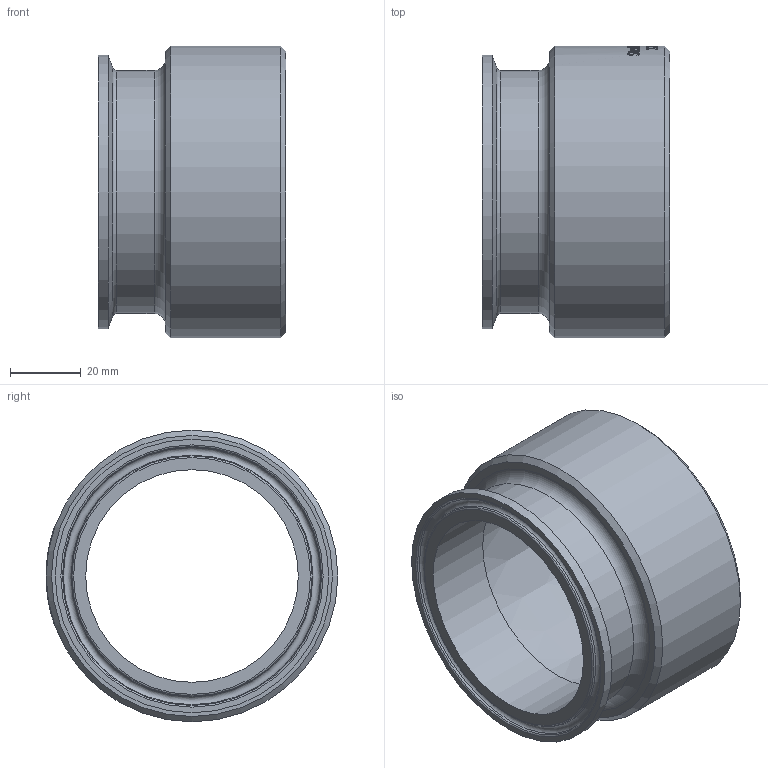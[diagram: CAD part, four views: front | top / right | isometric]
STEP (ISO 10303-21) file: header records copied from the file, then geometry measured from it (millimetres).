
FILE_DESCRIPTION(/* description */ (''),/* implementation_level */ '2;1');
FILE_NAME(/* name */ '22MP-2.5.ipt.stp',/* time_stamp */ '2019-08-23T16:29:36-04:00',/* author */ ('Engineering'),/* organization */ (''),/* preprocessor_version */ 'ST-DEVELOPER v15.2',/* originating_system */ 'Autodesk Inventor 2014',/* authorisation */ '');
FILE_SCHEMA (('AUTOMOTIVE_DESIGN { 1 0 10303 214 3 1 1 }'));
Length unit declared in the file: inch
Products named in the file (1): 22MP-2.5
Bounding box: 53.19 x 82.55 x 82.55 mm (x, y, z)
Volume: 83271.5 mm3; surface area: 29305.3 mm2
Topology: 1 solids, 1 shells, 359 faces, 962 edges, 637 vertices
Faces by surface type: bspline 173, plane 138, cylinder 35, cone 8, torus 5
Full cylindrical faces by diameter (mm): 60.198 x1, 68.783 x1, 77.394 x1, 82.55 x1
Entity records: 14241 total; most frequent: CARTESIAN_POINT 6315, ORIENTED_EDGE 1884, DIRECTION 1141, EDGE_CURVE 942, VERTEX_POINT 635, LINE 425, VECTOR 425, EDGE_LOOP 411
